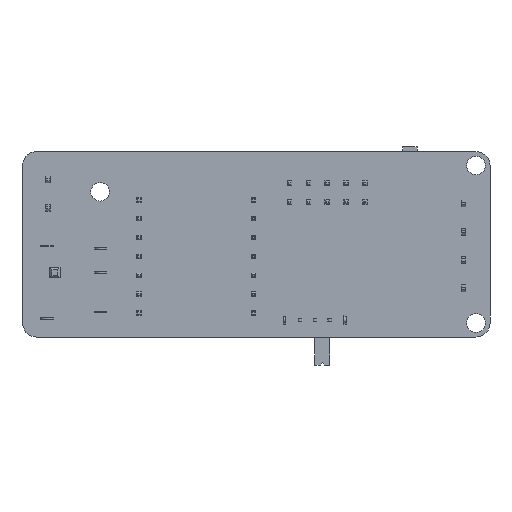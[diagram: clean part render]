
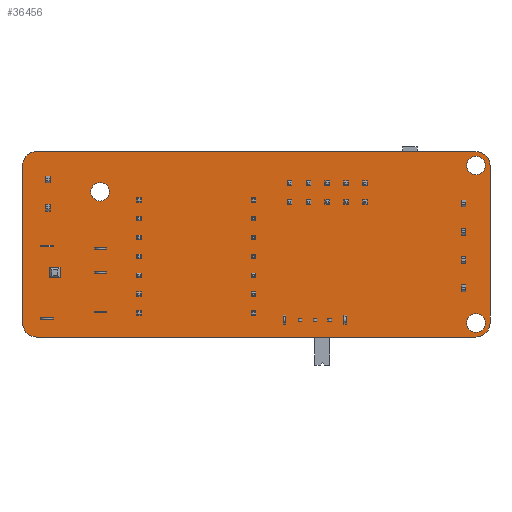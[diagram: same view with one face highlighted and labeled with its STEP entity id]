
A CAD part, front view. The second image highlights one B-rep face of the part: STEP entity #36456.
In plain terms, the highlighted planar face has unit normal (0, -1, 0).
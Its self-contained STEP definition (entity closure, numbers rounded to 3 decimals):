
#1402=FACE_BOUND('',#6920,.T.);
#1403=FACE_BOUND('',#6921,.T.);
#1404=FACE_BOUND('',#6922,.T.);
#2880=PLANE('',#38824);
#4833=FACE_OUTER_BOUND('',#6919,.T.);
#6919=EDGE_LOOP('',(#33240,#33241,#33242,#33243,#33244,#33245,#33246,#33247));
#6920=EDGE_LOOP('',(#33248));
#6921=EDGE_LOOP('',(#33249));
#6922=EDGE_LOOP('',(#33250));
#10863=LINE('',#76820,#14795);
#10866=LINE('',#76826,#14798);
#10867=LINE('',#76830,#14799);
#10868=LINE('',#76834,#14800);
#14795=VECTOR('',#46834,10.);
#14798=VECTOR('',#46839,10.);
#14799=VECTOR('',#46842,10.);
#14800=VECTOR('',#46845,10.);
#15133=CIRCLE('',#38813,1.25);
#15135=CIRCLE('',#38816,1.25);
#15137=CIRCLE('',#38819,1.25);
#15139=CIRCLE('',#38822,1.889);
#15140=CIRCLE('',#38825,1.889);
#15141=CIRCLE('',#38826,1.889);
#15142=CIRCLE('',#38827,1.889);
#18344=VERTEX_POINT('',#76794);
#18346=VERTEX_POINT('',#76800);
#18348=VERTEX_POINT('',#76806);
#18351=VERTEX_POINT('',#76813);
#18352=VERTEX_POINT('',#76815);
#18353=VERTEX_POINT('',#76819);
#18355=VERTEX_POINT('',#76825);
#18356=VERTEX_POINT('',#76827);
#18357=VERTEX_POINT('',#76829);
#18358=VERTEX_POINT('',#76831);
#18359=VERTEX_POINT('',#76833);
#23325=EDGE_CURVE('',#18344,#18344,#15133,.T.);
#23328=EDGE_CURVE('',#18346,#18346,#15135,.T.);
#23331=EDGE_CURVE('',#18348,#18348,#15137,.T.);
#23334=EDGE_CURVE('',#18351,#18352,#15139,.T.);
#23336=EDGE_CURVE('',#18353,#18352,#10863,.T.);
#23339=EDGE_CURVE('',#18351,#18355,#10866,.T.);
#23340=EDGE_CURVE('',#18356,#18355,#15140,.T.);
#23341=EDGE_CURVE('',#18356,#18357,#10867,.T.);
#23342=EDGE_CURVE('',#18358,#18357,#15141,.T.);
#23343=EDGE_CURVE('',#18358,#18359,#10868,.T.);
#23344=EDGE_CURVE('',#18353,#18359,#15142,.T.);
#33240=ORIENTED_EDGE('',*,*,#23334,.F.);
#33241=ORIENTED_EDGE('',*,*,#23339,.T.);
#33242=ORIENTED_EDGE('',*,*,#23340,.F.);
#33243=ORIENTED_EDGE('',*,*,#23341,.T.);
#33244=ORIENTED_EDGE('',*,*,#23342,.F.);
#33245=ORIENTED_EDGE('',*,*,#23343,.T.);
#33246=ORIENTED_EDGE('',*,*,#23344,.F.);
#33247=ORIENTED_EDGE('',*,*,#23336,.T.);
#33248=ORIENTED_EDGE('',*,*,#23325,.T.);
#33249=ORIENTED_EDGE('',*,*,#23328,.T.);
#33250=ORIENTED_EDGE('',*,*,#23331,.T.);
#36456=ADVANCED_FACE('',(#4833,#1402,#1403,#1404),#2880,.F.);
#38813=AXIS2_PLACEMENT_3D('',#76796,#46808,#46809);
#38816=AXIS2_PLACEMENT_3D('',#76802,#46815,#46816);
#38819=AXIS2_PLACEMENT_3D('',#76808,#46822,#46823);
#38822=AXIS2_PLACEMENT_3D('',#76816,#46829,#46830);
#38824=AXIS2_PLACEMENT_3D('',#76824,#46837,#46838);
#38825=AXIS2_PLACEMENT_3D('',#76828,#46840,#46841);
#38826=AXIS2_PLACEMENT_3D('',#76832,#46843,#46844);
#38827=AXIS2_PLACEMENT_3D('',#76835,#46846,#46847);
#46808=DIRECTION('center_axis',(0.,1.,0.));
#46809=DIRECTION('ref_axis',(0.,0.,1.));
#46815=DIRECTION('center_axis',(0.,1.,0.));
#46816=DIRECTION('ref_axis',(0.,0.,1.));
#46822=DIRECTION('center_axis',(0.,1.,0.));
#46823=DIRECTION('ref_axis',(0.,0.,1.));
#46829=DIRECTION('center_axis',(0.,1.,0.));
#46830=DIRECTION('ref_axis',(-0.707,0.,-0.707));
#46834=DIRECTION('',(0.,0.,-1.));
#46837=DIRECTION('center_axis',(0.,1.,0.));
#46838=DIRECTION('ref_axis',(1.,0.,0.));
#46839=DIRECTION('',(1.,0.,0.));
#46840=DIRECTION('center_axis',(0.,1.,0.));
#46841=DIRECTION('ref_axis',(0.707,0.,-0.707));
#46842=DIRECTION('',(0.,0.,1.));
#46843=DIRECTION('center_axis',(0.,1.,0.));
#46844=DIRECTION('ref_axis',(0.707,0.,0.707));
#46845=DIRECTION('',(-1.,0.,0.));
#46846=DIRECTION('center_axis',(0.,1.,0.));
#46847=DIRECTION('ref_axis',(-0.707,0.,0.707));
#76794=CARTESIAN_POINT('',(-21.069,0.,5.82));
#76796=CARTESIAN_POINT('Origin',(-21.069,0.,7.07));
#76800=CARTESIAN_POINT('',(29.611,0.,9.361));
#76802=CARTESIAN_POINT('Origin',(29.611,0.,10.611));
#76806=CARTESIAN_POINT('',(29.611,0.,-11.861));
#76808=CARTESIAN_POINT('Origin',(29.611,0.,-10.611));
#76813=CARTESIAN_POINT('',(-29.611,0.,-12.5));
#76815=CARTESIAN_POINT('',(-31.5,0.,-10.611));
#76816=CARTESIAN_POINT('Origin',(-29.611,0.,-10.611));
#76819=CARTESIAN_POINT('',(-31.5,0.,10.611));
#76820=CARTESIAN_POINT('',(-31.5,0.,12.5));
#76824=CARTESIAN_POINT('Origin',(0.,0.,0.));
#76825=CARTESIAN_POINT('',(29.611,0.,-12.5));
#76826=CARTESIAN_POINT('',(-31.5,0.,-12.5));
#76827=CARTESIAN_POINT('',(31.5,0.,-10.611));
#76828=CARTESIAN_POINT('Origin',(29.611,0.,-10.611));
#76829=CARTESIAN_POINT('',(31.5,0.,10.611));
#76830=CARTESIAN_POINT('',(31.5,0.,-12.5));
#76831=CARTESIAN_POINT('',(29.611,0.,12.5));
#76832=CARTESIAN_POINT('Origin',(29.611,0.,10.611));
#76833=CARTESIAN_POINT('',(-29.611,0.,12.5));
#76834=CARTESIAN_POINT('',(31.5,0.,12.5));
#76835=CARTESIAN_POINT('Origin',(-29.611,0.,10.611));
